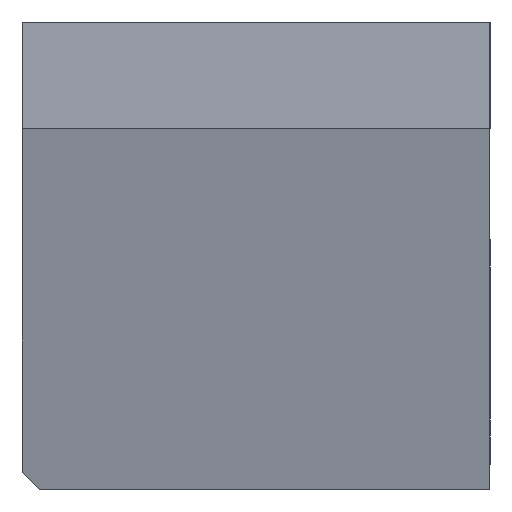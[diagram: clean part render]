
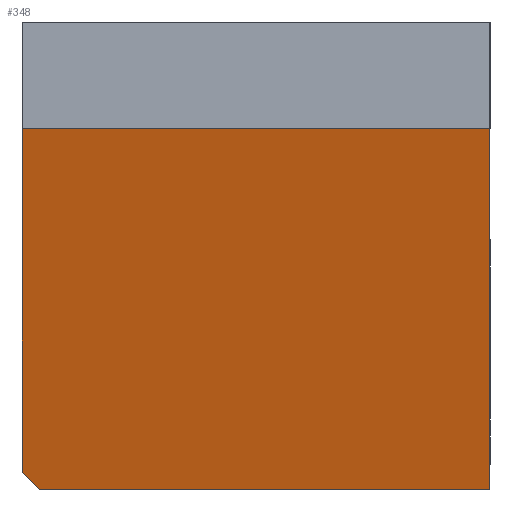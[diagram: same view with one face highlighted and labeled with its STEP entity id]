
A CAD part, left-side view. The second image highlights one B-rep face of the part: STEP entity #348.
In plain terms, the highlighted planar face has unit normal (-0.943, 0.334, 0).
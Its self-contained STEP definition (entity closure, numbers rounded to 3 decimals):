
#348=ADVANCED_FACE('NONE',(#840),#841,.F.);
#840=FACE_OUTER_BOUND('',#1461,.T.);
#841=PLANE('',#1462);
#1461=EDGE_LOOP('',(#2705,#2706,#2707,#2708,#2709));
#1462=AXIS2_PLACEMENT_3D('',#2710,#2711,#2712);
#2705=ORIENTED_EDGE('',*,*,#4174,.T.);
#2706=ORIENTED_EDGE('',*,*,#4288,.T.);
#2707=ORIENTED_EDGE('',*,*,#4289,.T.);
#2708=ORIENTED_EDGE('',*,*,#4154,.F.);
#2709=ORIENTED_EDGE('',*,*,#4290,.T.);
#2710=CARTESIAN_POINT('',(-14.01,-39.5,79.0));
#2711=DIRECTION('',(0.942,-0.334,0.0));
#2712=DIRECTION('',(0.0,0.0,-1.0));
#4154=EDGE_CURVE('NONE',#5191,#5193,#5194,.T.);
#4174=EDGE_CURVE('NONE',#5219,#5217,#5220,.T.);
#4288=EDGE_CURVE('NONE',#5217,#5408,#5409,.T.);
#4289=EDGE_CURVE('NONE',#5408,#5193,#5410,.T.);
#4290=EDGE_CURVE('NONE',#5191,#5219,#5411,.T.);
#5191=VERTEX_POINT('NONE',#6597);
#5193=VERTEX_POINT('NONE',#6600);
#5194=LINE('',#6601,#6602);
#5217=VERTEX_POINT('NONE',#6631);
#5219=VERTEX_POINT('NONE',#6634);
#5220=LINE('',#6635,#6636);
#5408=VERTEX_POINT('NONE',#6934);
#5409=LINE('',#6935,#6936);
#5410=LINE('',#6937,#6938);
#5411=LINE('',#6939,#6940);
#6597=CARTESIAN_POINT('',(-14.01,-39.5,61.0));
#6600=CARTESIAN_POINT('',(-14.01,-39.5,0.0));
#6601=CARTESIAN_POINT('',(-14.01,-39.5,79.0));
#6602=VECTOR('',#7672,1000.0);
#6631=CARTESIAN_POINT('',(14.01,39.5,3.0));
#6634=CARTESIAN_POINT('',(14.01,39.5,61.0));
#6635=CARTESIAN_POINT('',(14.01,39.5,79.0));
#6636=VECTOR('',#7710,1000.0);
#6934=CARTESIAN_POINT('',(12.946,36.5,0.0));
#6935=CARTESIAN_POINT('',(14.01,39.5,3.0));
#6936=VECTOR('',#7827,1000.0);
#6937=CARTESIAN_POINT('',(-14.01,-39.5,0.0));
#6938=VECTOR('',#7828,1000.0);
#6939=CARTESIAN_POINT('',(-14.01,-39.5,61.0));
#6940=VECTOR('',#7829,1000.0);
#7672=DIRECTION('',(-0.0,-0.0,-1.0));
#7710=DIRECTION('',(-0.0,-0.0,-1.0));
#7827=DIRECTION('',(-0.243,-0.686,-0.686));
#7828=DIRECTION('',(-0.334,-0.942,-0.0));
#7829=DIRECTION('',(0.334,0.942,0.0));
